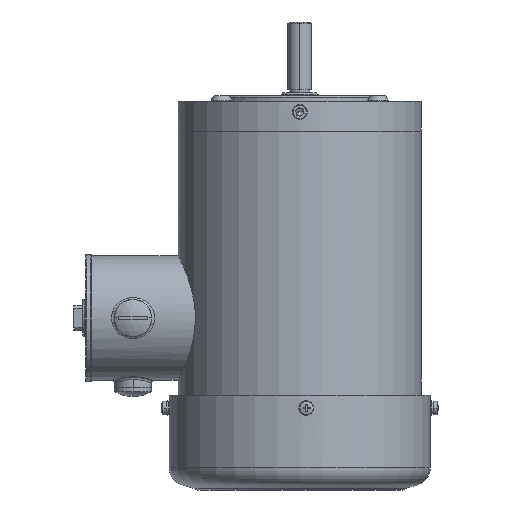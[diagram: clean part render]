
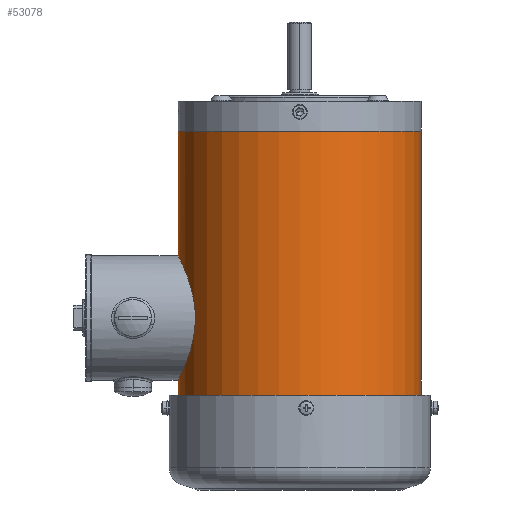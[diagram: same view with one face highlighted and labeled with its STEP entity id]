
A CAD part, front view. The second image highlights one B-rep face of the part: STEP entity #53078.
In plain terms, the highlighted cylindrical face has radius 82 mm (diameter 164 mm), a partial arc.
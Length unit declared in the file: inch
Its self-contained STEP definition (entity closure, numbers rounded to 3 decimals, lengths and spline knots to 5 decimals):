
#287 = AXIS2_PLACEMENT_3D ( 'NONE', #42095, #10657, #24461 ) ;
#1878 = CARTESIAN_POINT ( 'NONE',  ( -3.19379, -0.47137, -5.00882 ) ) ;
#2840 = LINE ( 'NONE', #16059, #30597 ) ;
#3041 = CARTESIAN_POINT ( 'NONE',  ( -3.18889, -0.50343, -5.98273 ) ) ;
#3441 = CARTESIAN_POINT ( 'NONE',  ( -3.22835, 0., -7.08661 ) ) ;
#3620 = CARTESIAN_POINT ( 'NONE',  ( -3.19622, -0.45547, -6.03073 ) ) ;
#3978 = DIRECTION ( 'NONE',  ( 1., 0., 0. ) ) ;
#4194 = CARTESIAN_POINT ( 'NONE',  ( -3.18645, -0.51865, -5.9659 ) ) ;
#6270 = CARTESIAN_POINT ( 'NONE',  ( -3.22462, -0.15668, -4.84051 ) ) ;
#6594 = EDGE_CURVE ( 'NONE', #30230, #23387, #7483, .T. ) ;
#7441 = CARTESIAN_POINT ( 'NONE',  ( -3.15899, -0.66561, -5.33248 ) ) ;
#7483 = CIRCLE ( 'NONE', #16888, 3.22835 ) ;
#7713 = CARTESIAN_POINT ( 'NONE',  ( -3.18168, -0.54713, -5.93115 ) ) ;
#7997 = CARTESIAN_POINT ( 'NONE',  ( -3.22363, -0.17991, -6.17841 ) ) ;
#8575 = CARTESIAN_POINT ( 'NONE',  ( -3.2077, -0.365, -6.09659 ) ) ;
#9186 = CARTESIAN_POINT ( 'NONE',  ( -3.22835, 0., -7.08661 ) ) ;
#9653 = ORIENTED_EDGE ( 'NONE', *, *, #25729, .T. ) ;
#9789 = ORIENTED_EDGE ( 'NONE', *, *, #6594, .T. ) ;
#10042 = CARTESIAN_POINT ( 'NONE',  ( 0., 0., 0. ) ) ;
#10474 = CARTESIAN_POINT ( 'NONE',  ( -3.22835, 0., -6.20079 ) ) ;
#10623 = EDGE_LOOP ( 'NONE', ( #53402, #9789, #32539, #24002, #41346, #9653 ) ) ;
#10657 = DIRECTION ( 'NONE',  ( 0., 0., 1. ) ) ;
#10966 = CYLINDRICAL_SURFACE ( 'NONE', #287, 3.22835 ) ;
#10985 = CARTESIAN_POINT ( 'NONE',  ( -3.22079, -0.22189, -4.85915 ) ) ;
#11860 = CARTESIAN_POINT ( 'NONE',  ( -3.1559, -0.68012, -5.62422 ) ) ;
#12155 = CARTESIAN_POINT ( 'NONE',  ( -3.17935, -0.56046, -5.91315 ) ) ;
#13657 = CARTESIAN_POINT ( 'NONE',  ( 0., 0., -7.08661 ) ) ;
#14174 = DIRECTION ( 'NONE',  ( 0., 0., -1. ) ) ;
#15696 = CARTESIAN_POINT ( 'NONE',  ( -3.21003, -0.34544, -4.914 ) ) ;
#15985 = CARTESIAN_POINT ( 'NONE',  ( -3.20333, -0.40153, -4.95148 ) ) ;
#16059 = CARTESIAN_POINT ( 'NONE',  ( 3.22835, 0., -7.08661 ) ) ;
#16315 = VERTEX_POINT ( 'NONE', #49605 ) ;
#16553 = CARTESIAN_POINT ( 'NONE',  ( -3.22643, -0.1135, -6.19175 ) ) ;
#16725 = EDGE_CURVE ( 'NONE', #42991, #16315, #29251, .T. ) ;
#16888 = AXIS2_PLACEMENT_3D ( 'NONE', #13657, #44185, #35415 ) ;
#17431 = CARTESIAN_POINT ( 'NONE',  ( -3.1727, -0.59689, -5.85665 ) ) ;
#19783 = CARTESIAN_POINT ( 'NONE',  ( -3.18654, -0.51887, -5.05633 ) ) ;
#20077 = CARTESIAN_POINT ( 'NONE',  ( -3.22738, -0.09051, -4.82733 ) ) ;
#20382 = CARTESIAN_POINT ( 'NONE',  ( -3.21409, -0.30592, -4.89283 ) ) ;
#20948 = CARTESIAN_POINT ( 'NONE',  ( -3.22092, -0.22285, -6.16531 ) ) ;
#20974 = VECTOR ( 'NONE', #21343, 39.37008 ) ;
#21230 = CARTESIAN_POINT ( 'NONE',  ( -3.15517, -0.68346, -5.60174 ) ) ;
#21343 = DIRECTION ( 'NONE',  ( 0., 0., 1. ) ) ;
#21457 = B_SPLINE_CURVE_WITH_KNOTS ( 'NONE', 3,
 ( #42691, #56222, #20077, #6270, #24204, #10985, #28912, #20382, #15696, #15985, #33614, #42116, #1878, #19783, #29198, #33901, #46803, #30642, #47667, #22118, #25925, #7441, #48236, #21813, #39451, #34754, #26216, #21230, #11860, #43549, #34480, #25349, #43267, #17431, #47943, #12155, #7713, #4194, #3041, #3620, #35346, #8575, #30066, #40041, #57360, #20948, #7997, #16553, #53226, #29774, #44126, #52370 ),
 .UNSPECIFIED., .F., .F.,
 ( 4, 2, 2, 2, 2, 2, 2, 2, 2, 2, 2, 2, 2, 2, 2, 2, 2, 2, 2, 2, 2, 2, 2, 2, 2, 4 ),
 ( 0.05486, 0.05828, 0.06, 0.06171, 0.06514, 0.06686, 0.06857, 0.072, 0.07371, 0.07543, 0.07714, 0.07885, 0.08228, 0.084, 0.08571, 0.08914, 0.09085, 0.09257, 0.09428, 0.096, 0.09943, 0.10114, 0.10285, 0.10628, 0.108, 0.10971 ),
 .UNSPECIFIED. ) ;
#21813 = CARTESIAN_POINT ( 'NONE',  ( -3.15495, -0.68452, -5.42138 ) ) ;
#22118 = CARTESIAN_POINT ( 'NONE',  ( -3.1633, -0.64484, -5.26816 ) ) ;
#23387 = VERTEX_POINT ( 'NONE', #30927 ) ;
#24002 = ORIENTED_EDGE ( 'NONE', *, *, #24842, .T. ) ;
#24008 = CIRCLE ( 'NONE', #40907, 3.22835 ) ;
#24204 = CARTESIAN_POINT ( 'NONE',  ( -3.22348, -0.17854, -4.84599 ) ) ;
#24461 = DIRECTION ( 'NONE',  ( 1., 0., 0. ) ) ;
#24792 = EDGE_CURVE ( 'NONE', #23387, #40128, #2840, .T. ) ;
#24842 = EDGE_CURVE ( 'NONE', #40128, #16315, #24008, .T. ) ;
#25349 = CARTESIAN_POINT ( 'NONE',  ( -3.1667, -0.62793, -5.79624 ) ) ;
#25729 = EDGE_CURVE ( 'NONE', #42991, #55061, #21457, .T. ) ;
#25925 = CARTESIAN_POINT ( 'NONE',  ( -3.16174, -0.65245, -5.2893 ) ) ;
#26216 = CARTESIAN_POINT ( 'NONE',  ( -3.1542, -0.68791, -5.55638 ) ) ;
#28912 = CARTESIAN_POINT ( 'NONE',  ( -3.21923, -0.2434, -4.86687 ) ) ;
#29198 = CARTESIAN_POINT ( 'NONE',  ( -3.18171, -0.54734, -5.09092 ) ) ;
#29251 = LINE ( 'NONE', #38930, #56352 ) ;
#29774 = CARTESIAN_POINT ( 'NONE',  ( -3.2281, -0.04558, -6.19966 ) ) ;
#30066 = CARTESIAN_POINT ( 'NONE',  ( -3.20984, -0.34573, -6.10819 ) ) ;
#30230 = VERTEX_POINT ( 'NONE', #9186 ) ;
#30597 = VECTOR ( 'NONE', #43071, 39.37008 ) ;
#30642 = CARTESIAN_POINT ( 'NONE',  ( -3.16865, -0.61803, -5.20648 ) ) ;
#30836 = EDGE_CURVE ( 'NONE', #30230, #55061, #53043, .T. ) ;
#30927 = CARTESIAN_POINT ( 'NONE',  ( 3.22835, 0., -7.08661 ) ) ;
#32539 = ORIENTED_EDGE ( 'NONE', *, *, #24792, .T. ) ;
#33614 = CARTESIAN_POINT ( 'NONE',  ( -3.20099, -0.41978, -4.96501 ) ) ;
#33901 = CARTESIAN_POINT ( 'NONE',  ( -3.1749, -0.58512, -5.14735 ) ) ;
#34480 = CARTESIAN_POINT ( 'NONE',  ( -3.16148, -0.65388, -5.73357 ) ) ;
#34754 = CARTESIAN_POINT ( 'NONE',  ( -3.15397, -0.68899, -5.53377 ) ) ;
#35346 = CARTESIAN_POINT ( 'NONE',  ( -3.20102, -0.42085, -6.05915 ) ) ;
#35415 = DIRECTION ( 'NONE',  ( 1., 0., 0. ) ) ;
#36297 = CARTESIAN_POINT ( 'NONE',  ( -3.22835, 0., -4.82283 ) ) ;
#37427 = FACE_OUTER_BOUND ( 'NONE', #10623, .T. ) ;
#38368 = DIRECTION ( 'NONE',  ( 0., 0., 1. ) ) ;
#38930 = CARTESIAN_POINT ( 'NONE',  ( -3.22835, 0., -7.08661 ) ) ;
#39451 = CARTESIAN_POINT ( 'NONE',  ( -3.15398, -0.68894, -5.46617 ) ) ;
#40041 = CARTESIAN_POINT ( 'NONE',  ( -3.21389, -0.30584, -6.1296 ) ) ;
#40128 = VERTEX_POINT ( 'NONE', #56180 ) ;
#40907 = AXIS2_PLACEMENT_3D ( 'NONE', #10042, #14174, #3978 ) ;
#41346 = ORIENTED_EDGE ( 'NONE', *, *, #16725, .F. ) ;
#42095 = CARTESIAN_POINT ( 'NONE',  ( 0., 0., -7.08661 ) ) ;
#42116 = CARTESIAN_POINT ( 'NONE',  ( -3.19621, -0.45473, -4.99371 ) ) ;
#42691 = CARTESIAN_POINT ( 'NONE',  ( -3.22835, 0., -4.82283 ) ) ;
#42991 = VERTEX_POINT ( 'NONE', #36297 ) ;
#43071 = DIRECTION ( 'NONE',  ( 0., 0., 1. ) ) ;
#43267 = CARTESIAN_POINT ( 'NONE',  ( -3.16863, -0.61817, -5.81688 ) ) ;
#43549 = CARTESIAN_POINT ( 'NONE',  ( -3.15872, -0.66691, -5.69056 ) ) ;
#44126 = CARTESIAN_POINT ( 'NONE',  ( -3.22835, -0.02283, -6.20079 ) ) ;
#44185 = DIRECTION ( 'NONE',  ( 0., 0., 1. ) ) ;
#46803 = CARTESIAN_POINT ( 'NONE',  ( -3.17272, -0.59681, -5.16682 ) ) ;
#47667 = CARTESIAN_POINT ( 'NONE',  ( -3.16676, -0.62764, -5.22675 ) ) ;
#47943 = CARTESIAN_POINT ( 'NONE',  ( -3.17486, -0.58535, -5.8759 ) ) ;
#48236 = CARTESIAN_POINT ( 'NONE',  ( -3.15781, -0.6712, -5.35465 ) ) ;
#49605 = CARTESIAN_POINT ( 'NONE',  ( -3.22835, 0., 0. ) ) ;
#52370 = CARTESIAN_POINT ( 'NONE',  ( -3.22835, 0., -6.20079 ) ) ;
#53043 = LINE ( 'NONE', #3441, #20974 ) ;
#53078 = ADVANCED_FACE ( 'NONE', ( #37427 ), #10966, .T. ) ;
#53226 = CARTESIAN_POINT ( 'NONE',  ( -3.22715, -0.09093, -6.19514 ) ) ;
#53402 = ORIENTED_EDGE ( 'NONE', *, *, #30836, .F. ) ;
#55061 = VERTEX_POINT ( 'NONE', #10474 ) ;
#56180 = CARTESIAN_POINT ( 'NONE',  ( 3.22835, 0., 0. ) ) ;
#56222 = CARTESIAN_POINT ( 'NONE',  ( -3.22835, -0.04565, -4.82283 ) ) ;
#56352 = VECTOR ( 'NONE', #38368, 39.37008 ) ;
#57360 = CARTESIAN_POINT ( 'NONE',  ( -3.21579, -0.28526, -6.13936 ) ) ;
